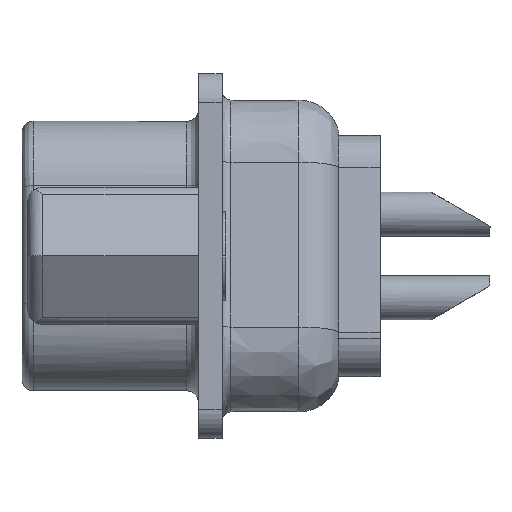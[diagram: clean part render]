
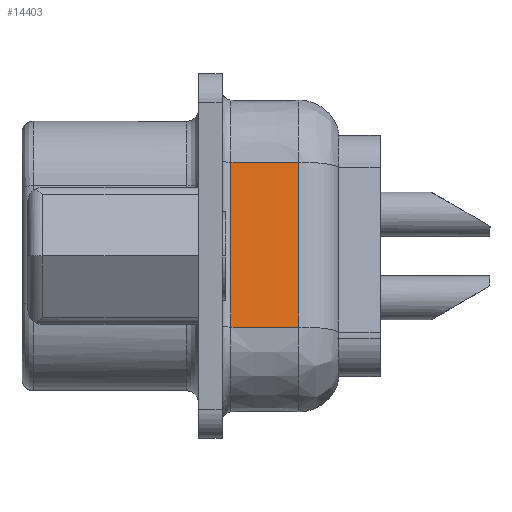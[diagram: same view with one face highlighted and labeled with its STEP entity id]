
A CAD part, left-side view. The second image highlights one B-rep face of the part: STEP entity #14403.
In plain terms, the highlighted planar face has unit normal (-0.988, 0.001, 0.154).
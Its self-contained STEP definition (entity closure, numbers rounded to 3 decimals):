
#901 = VERTEX_POINT ( 'NONE', #8064 ) ;
#1177 = CARTESIAN_POINT ( 'NONE',  ( 0.837, 1.365, -4.562 ) ) ;
#1748 = EDGE_CURVE ( 'NONE', #18162, #901, #17648, .T. ) ;
#3030 = LINE ( 'NONE', #15897, #15985 ) ;
#3198 = DIRECTION ( 'NONE',  ( 0.154, 0., 0.988 ) ) ;
#3313 = LINE ( 'NONE', #17555, #14015 ) ;
#3489 = EDGE_CURVE ( 'NONE', #5789, #18162, #3030, .T. ) ;
#4150 = AXIS2_PLACEMENT_3D ( 'NONE', #1177, #7594, #15484 ) ;
#4214 = PLANE ( 'NONE',  #4150 ) ;
#4979 = ORIENTED_EDGE ( 'NONE', *, *, #3489, .T. ) ;
#5070 = EDGE_CURVE ( 'NONE', #901, #7112, #3313, .T. ) ;
#5789 = VERTEX_POINT ( 'NONE', #8578 ) ;
#6073 = DIRECTION ( 'NONE',  ( -0.154, 0., -0.988 ) ) ;
#6593 = DIRECTION ( 'NONE',  ( 0.001, 1., 0. ) ) ;
#6680 = ORIENTED_EDGE ( 'NONE', *, *, #11763, .T. ) ;
#6806 = VECTOR ( 'NONE', #6073, 1000. ) ;
#7112 = VERTEX_POINT ( 'NONE', #20016 ) ;
#7594 = DIRECTION ( 'NONE',  ( -0.988, 0.001, 0.154 ) ) ;
#7792 = LINE ( 'NONE', #12810, #6806 ) ;
#8064 = CARTESIAN_POINT ( 'NONE',  ( 1.714, 2.766, 1.038 ) ) ;
#8578 = CARTESIAN_POINT ( 'NONE',  ( 0.841, 5.065, -4.562 ) ) ;
#11124 = VECTOR ( 'NONE', #3198, 1000. ) ;
#11306 = EDGE_LOOP ( 'NONE', ( #19414, #19953, #6680, #4979 ) ) ;
#11763 = EDGE_CURVE ( 'NONE', #7112, #5789, #7792, .T. ) ;
#12587 = CARTESIAN_POINT ( 'NONE',  ( 0.839, 2.766, -4.562 ) ) ;
#12810 = CARTESIAN_POINT ( 'NONE',  ( 1.716, 5.065, 1.038 ) ) ;
#14015 = VECTOR ( 'NONE', #6593, 1000. ) ;
#14403 = ADVANCED_FACE ( 'NONE', ( #18670 ), #4214, .T. ) ;
#15484 = DIRECTION ( 'NONE',  ( 0.154, 0., 0.988 ) ) ;
#15897 = CARTESIAN_POINT ( 'NONE',  ( 0.837, 1.365, -4.562 ) ) ;
#15985 = VECTOR ( 'NONE', #17474, 1000. ) ;
#16259 = CARTESIAN_POINT ( 'NONE',  ( 0.839, 2.766, -4.562 ) ) ;
#17474 = DIRECTION ( 'NONE',  ( -0.001, -1., 0. ) ) ;
#17555 = CARTESIAN_POINT ( 'NONE',  ( 1.712, 1.365, 1.038 ) ) ;
#17648 = LINE ( 'NONE', #16259, #11124 ) ;
#18162 = VERTEX_POINT ( 'NONE', #12587 ) ;
#18670 = FACE_OUTER_BOUND ( 'NONE', #11306, .T. ) ;
#19414 = ORIENTED_EDGE ( 'NONE', *, *, #1748, .T. ) ;
#19953 = ORIENTED_EDGE ( 'NONE', *, *, #5070, .T. ) ;
#20016 = CARTESIAN_POINT ( 'NONE',  ( 1.716, 5.065, 1.038 ) ) ;
